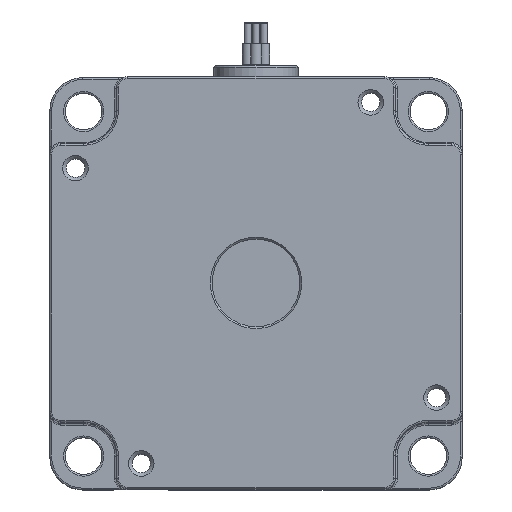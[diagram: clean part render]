
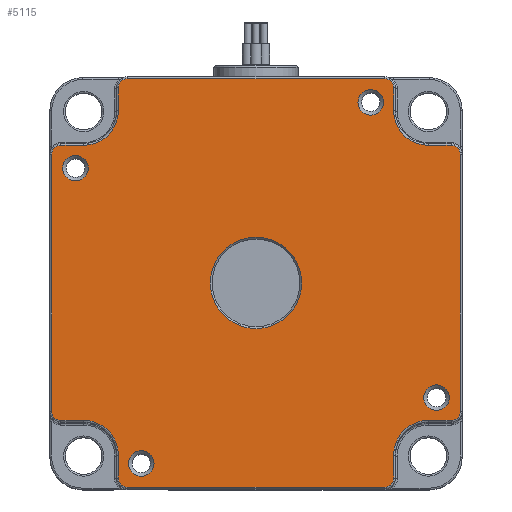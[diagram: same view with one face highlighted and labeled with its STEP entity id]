
A CAD part, top view. The second image highlights one B-rep face of the part: STEP entity #5115.
In plain terms, the highlighted planar face has unit normal (0, 0, 1).
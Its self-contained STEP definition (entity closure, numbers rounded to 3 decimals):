
#57=FACE_BOUND('',#923,.T.);
#58=FACE_BOUND('',#924,.T.);
#59=FACE_BOUND('',#925,.T.);
#60=FACE_BOUND('',#926,.T.);
#61=FACE_BOUND('',#927,.T.);
#208=PLANE('',#5694);
#592=FACE_OUTER_BOUND('',#922,.T.);
#922=EDGE_LOOP('',(#4222,#4223,#4224,#4225,#4226,#4227,#4228,#4229,#4230,
#4231,#4232,#4233,#4234,#4235,#4236,#4237,#4238,#4239,#4240,#4241,#4242,
#4243,#4244,#4245));
#923=EDGE_LOOP('',(#4246));
#924=EDGE_LOOP('',(#4247));
#925=EDGE_LOOP('',(#4248));
#926=EDGE_LOOP('',(#4249));
#927=EDGE_LOOP('',(#4250));
#1271=LINE('',#9029,#1589);
#1272=LINE('',#9033,#1590);
#1273=LINE('',#9037,#1591);
#1274=LINE('',#9041,#1592);
#1275=LINE('',#9045,#1593);
#1276=LINE('',#9049,#1594);
#1277=LINE('',#9053,#1595);
#1278=LINE('',#9057,#1596);
#1279=LINE('',#9061,#1597);
#1280=LINE('',#9065,#1598);
#1281=LINE('',#9069,#1599);
#1282=LINE('',#9072,#1600);
#1589=VECTOR('',#7108,1000.);
#1590=VECTOR('',#7111,1000.);
#1591=VECTOR('',#7114,1000.);
#1592=VECTOR('',#7117,1000.);
#1593=VECTOR('',#7120,1000.);
#1594=VECTOR('',#7123,1000.);
#1595=VECTOR('',#7126,1000.);
#1596=VECTOR('',#7129,1000.);
#1597=VECTOR('',#7132,1000.);
#1598=VECTOR('',#7135,1000.);
#1599=VECTOR('',#7138,1000.);
#1600=VECTOR('',#7141,1000.);
#1899=CIRCLE('',#5663,6.25);
#1902=CIRCLE('',#5667,1.75);
#1906=CIRCLE('',#5673,1.75);
#1910=CIRCLE('',#5679,1.75);
#1914=CIRCLE('',#5685,1.75);
#1917=CIRCLE('',#5695,4.75);
#1918=CIRCLE('',#5696,1.25);
#1919=CIRCLE('',#5697,1.25);
#1920=CIRCLE('',#5698,4.75);
#1921=CIRCLE('',#5699,1.25);
#1922=CIRCLE('',#5700,1.25);
#1923=CIRCLE('',#5701,4.75);
#1924=CIRCLE('',#5702,1.25);
#1925=CIRCLE('',#5703,1.25);
#1926=CIRCLE('',#5704,4.75);
#1927=CIRCLE('',#5705,1.25);
#1928=CIRCLE('',#5706,1.25);
#2320=VERTEX_POINT('',#8933);
#2323=VERTEX_POINT('',#8941);
#2327=VERTEX_POINT('',#8953);
#2331=VERTEX_POINT('',#8965);
#2335=VERTEX_POINT('',#8977);
#2354=VERTEX_POINT('',#9025);
#2355=VERTEX_POINT('',#9026);
#2356=VERTEX_POINT('',#9028);
#2357=VERTEX_POINT('',#9030);
#2358=VERTEX_POINT('',#9032);
#2359=VERTEX_POINT('',#9034);
#2360=VERTEX_POINT('',#9036);
#2361=VERTEX_POINT('',#9038);
#2362=VERTEX_POINT('',#9040);
#2363=VERTEX_POINT('',#9042);
#2364=VERTEX_POINT('',#9044);
#2365=VERTEX_POINT('',#9046);
#2366=VERTEX_POINT('',#9048);
#2367=VERTEX_POINT('',#9050);
#2368=VERTEX_POINT('',#9052);
#2369=VERTEX_POINT('',#9054);
#2370=VERTEX_POINT('',#9056);
#2371=VERTEX_POINT('',#9058);
#2372=VERTEX_POINT('',#9060);
#2373=VERTEX_POINT('',#9062);
#2374=VERTEX_POINT('',#9064);
#2375=VERTEX_POINT('',#9066);
#2376=VERTEX_POINT('',#9068);
#2377=VERTEX_POINT('',#9070);
#2953=EDGE_CURVE('',#2320,#2320,#1899,.T.);
#2957=EDGE_CURVE('',#2323,#2323,#1902,.T.);
#2963=EDGE_CURVE('',#2327,#2327,#1906,.T.);
#2969=EDGE_CURVE('',#2331,#2331,#1910,.T.);
#2975=EDGE_CURVE('',#2335,#2335,#1914,.T.);
#2996=EDGE_CURVE('',#2354,#2355,#1917,.T.);
#2997=EDGE_CURVE('',#2356,#2354,#1271,.T.);
#2998=EDGE_CURVE('',#2357,#2356,#1918,.T.);
#2999=EDGE_CURVE('',#2358,#2357,#1272,.T.);
#3000=EDGE_CURVE('',#2359,#2358,#1919,.T.);
#3001=EDGE_CURVE('',#2360,#2359,#1273,.T.);
#3002=EDGE_CURVE('',#2361,#2360,#1920,.T.);
#3003=EDGE_CURVE('',#2362,#2361,#1274,.T.);
#3004=EDGE_CURVE('',#2363,#2362,#1921,.T.);
#3005=EDGE_CURVE('',#2364,#2363,#1275,.T.);
#3006=EDGE_CURVE('',#2365,#2364,#1922,.T.);
#3007=EDGE_CURVE('',#2366,#2365,#1276,.T.);
#3008=EDGE_CURVE('',#2367,#2366,#1923,.T.);
#3009=EDGE_CURVE('',#2368,#2367,#1277,.T.);
#3010=EDGE_CURVE('',#2369,#2368,#1924,.T.);
#3011=EDGE_CURVE('',#2370,#2369,#1278,.T.);
#3012=EDGE_CURVE('',#2371,#2370,#1925,.T.);
#3013=EDGE_CURVE('',#2372,#2371,#1279,.T.);
#3014=EDGE_CURVE('',#2373,#2372,#1926,.T.);
#3015=EDGE_CURVE('',#2374,#2373,#1280,.T.);
#3016=EDGE_CURVE('',#2375,#2374,#1927,.T.);
#3017=EDGE_CURVE('',#2376,#2375,#1281,.T.);
#3018=EDGE_CURVE('',#2377,#2376,#1928,.T.);
#3019=EDGE_CURVE('',#2355,#2377,#1282,.T.);
#4222=ORIENTED_EDGE('',*,*,#2996,.F.);
#4223=ORIENTED_EDGE('',*,*,#2997,.F.);
#4224=ORIENTED_EDGE('',*,*,#2998,.F.);
#4225=ORIENTED_EDGE('',*,*,#2999,.F.);
#4226=ORIENTED_EDGE('',*,*,#3000,.F.);
#4227=ORIENTED_EDGE('',*,*,#3001,.F.);
#4228=ORIENTED_EDGE('',*,*,#3002,.F.);
#4229=ORIENTED_EDGE('',*,*,#3003,.F.);
#4230=ORIENTED_EDGE('',*,*,#3004,.F.);
#4231=ORIENTED_EDGE('',*,*,#3005,.F.);
#4232=ORIENTED_EDGE('',*,*,#3006,.F.);
#4233=ORIENTED_EDGE('',*,*,#3007,.F.);
#4234=ORIENTED_EDGE('',*,*,#3008,.F.);
#4235=ORIENTED_EDGE('',*,*,#3009,.F.);
#4236=ORIENTED_EDGE('',*,*,#3010,.F.);
#4237=ORIENTED_EDGE('',*,*,#3011,.F.);
#4238=ORIENTED_EDGE('',*,*,#3012,.F.);
#4239=ORIENTED_EDGE('',*,*,#3013,.F.);
#4240=ORIENTED_EDGE('',*,*,#3014,.F.);
#4241=ORIENTED_EDGE('',*,*,#3015,.F.);
#4242=ORIENTED_EDGE('',*,*,#3016,.F.);
#4243=ORIENTED_EDGE('',*,*,#3017,.F.);
#4244=ORIENTED_EDGE('',*,*,#3018,.F.);
#4245=ORIENTED_EDGE('',*,*,#3019,.F.);
#4246=ORIENTED_EDGE('',*,*,#2957,.F.);
#4247=ORIENTED_EDGE('',*,*,#2963,.F.);
#4248=ORIENTED_EDGE('',*,*,#2969,.F.);
#4249=ORIENTED_EDGE('',*,*,#2975,.F.);
#4250=ORIENTED_EDGE('',*,*,#2953,.F.);
#5115=ADVANCED_FACE('',(#592,#57,#58,#59,#60,#61),#208,.F.);
#5663=AXIS2_PLACEMENT_3D('',#8935,#7017,#7018);
#5667=AXIS2_PLACEMENT_3D('',#8943,#7026,#7027);
#5673=AXIS2_PLACEMENT_3D('',#8955,#7040,#7041);
#5679=AXIS2_PLACEMENT_3D('',#8967,#7054,#7055);
#5685=AXIS2_PLACEMENT_3D('',#8979,#7068,#7069);
#5694=AXIS2_PLACEMENT_3D('',#9024,#7104,#7105);
#5695=AXIS2_PLACEMENT_3D('',#9027,#7106,#7107);
#5696=AXIS2_PLACEMENT_3D('',#9031,#7109,#7110);
#5697=AXIS2_PLACEMENT_3D('',#9035,#7112,#7113);
#5698=AXIS2_PLACEMENT_3D('',#9039,#7115,#7116);
#5699=AXIS2_PLACEMENT_3D('',#9043,#7118,#7119);
#5700=AXIS2_PLACEMENT_3D('',#9047,#7121,#7122);
#5701=AXIS2_PLACEMENT_3D('',#9051,#7124,#7125);
#5702=AXIS2_PLACEMENT_3D('',#9055,#7127,#7128);
#5703=AXIS2_PLACEMENT_3D('',#9059,#7130,#7131);
#5704=AXIS2_PLACEMENT_3D('',#9063,#7133,#7134);
#5705=AXIS2_PLACEMENT_3D('',#9067,#7136,#7137);
#5706=AXIS2_PLACEMENT_3D('',#9071,#7139,#7140);
#7017=DIRECTION('center_axis',(0.,0.,1.));
#7018=DIRECTION('ref_axis',(-1.,0.,0.));
#7026=DIRECTION('center_axis',(0.,0.,1.));
#7027=DIRECTION('ref_axis',(1.,0.,0.));
#7040=DIRECTION('center_axis',(0.,0.,1.));
#7041=DIRECTION('ref_axis',(1.,0.,0.));
#7054=DIRECTION('center_axis',(0.,0.,1.));
#7055=DIRECTION('ref_axis',(1.,0.,0.));
#7068=DIRECTION('center_axis',(0.,0.,1.));
#7069=DIRECTION('ref_axis',(1.,0.,0.));
#7104=DIRECTION('center_axis',(0.,0.,-1.));
#7105=DIRECTION('ref_axis',(-1.,0.,0.));
#7106=DIRECTION('center_axis',(0.,0.,1.));
#7107=DIRECTION('ref_axis',(-1.,0.,0.));
#7108=DIRECTION('',(0.,-1.,0.));
#7109=DIRECTION('center_axis',(0.,0.,-1.));
#7110=DIRECTION('ref_axis',(-1.,0.,0.));
#7111=DIRECTION('',(1.,0.,0.));
#7112=DIRECTION('center_axis',(0.,0.,-1.));
#7113=DIRECTION('ref_axis',(-1.,0.,0.));
#7114=DIRECTION('',(0.,1.,0.));
#7115=DIRECTION('center_axis',(0.,0.,1.));
#7116=DIRECTION('ref_axis',(-1.,0.,0.));
#7117=DIRECTION('',(1.,0.,0.));
#7118=DIRECTION('center_axis',(0.,0.,-1.));
#7119=DIRECTION('ref_axis',(-1.,0.,0.));
#7120=DIRECTION('',(0.,1.,0.));
#7121=DIRECTION('center_axis',(0.,0.,-1.));
#7122=DIRECTION('ref_axis',(-1.,0.,0.));
#7123=DIRECTION('',(-1.,0.,0.));
#7124=DIRECTION('center_axis',(0.,0.,1.));
#7125=DIRECTION('ref_axis',(-1.,0.,0.));
#7126=DIRECTION('',(0.,1.,0.));
#7127=DIRECTION('center_axis',(0.,0.,-1.));
#7128=DIRECTION('ref_axis',(-1.,0.,0.));
#7129=DIRECTION('',(-1.,0.,0.));
#7130=DIRECTION('center_axis',(0.,0.,-1.));
#7131=DIRECTION('ref_axis',(-1.,0.,0.));
#7132=DIRECTION('',(0.,-1.,0.));
#7133=DIRECTION('center_axis',(0.,0.,1.));
#7134=DIRECTION('ref_axis',(-1.,0.,0.));
#7135=DIRECTION('',(-1.,0.,0.));
#7136=DIRECTION('center_axis',(0.,0.,-1.));
#7137=DIRECTION('ref_axis',(-1.,0.,0.));
#7138=DIRECTION('',(0.,-1.,0.));
#7139=DIRECTION('center_axis',(0.,0.,-1.));
#7140=DIRECTION('ref_axis',(-1.,0.,0.));
#7141=DIRECTION('',(1.,0.,0.));
#8933=CARTESIAN_POINT('',(6.25,0.,76.));
#8935=CARTESIAN_POINT('Origin',(0.,0.,76.));
#8941=CARTESIAN_POINT('',(17.45,24.7,76.));
#8943=CARTESIAN_POINT('Origin',(15.7,24.7,76.));
#8953=CARTESIAN_POINT('',(-22.95,15.7,76.));
#8955=CARTESIAN_POINT('Origin',(-24.7,15.7,76.));
#8965=CARTESIAN_POINT('',(-13.95,-24.7,76.));
#8967=CARTESIAN_POINT('Origin',(-15.7,-24.7,76.));
#8977=CARTESIAN_POINT('',(26.45,-15.7,76.));
#8979=CARTESIAN_POINT('Origin',(24.7,-15.7,76.));
#9024=CARTESIAN_POINT('Origin',(23.7,23.7,76.));
#9025=CARTESIAN_POINT('',(18.82,23.57,76.));
#9026=CARTESIAN_POINT('',(23.57,18.82,76.));
#9027=CARTESIAN_POINT('Origin',(23.57,23.57,76.));
#9028=CARTESIAN_POINT('',(18.82,26.7,76.));
#9029=CARTESIAN_POINT('',(18.82,23.7,76.));
#9030=CARTESIAN_POINT('',(17.57,27.95,76.));
#9031=CARTESIAN_POINT('Origin',(17.57,26.7,76.));
#9032=CARTESIAN_POINT('',(-17.57,27.95,76.));
#9033=CARTESIAN_POINT('',(17.57,27.95,76.));
#9034=CARTESIAN_POINT('',(-18.82,26.7,76.));
#9035=CARTESIAN_POINT('Origin',(-17.57,26.7,76.));
#9036=CARTESIAN_POINT('',(-18.82,23.57,76.));
#9037=CARTESIAN_POINT('',(-18.82,23.7,76.));
#9038=CARTESIAN_POINT('',(-23.57,18.82,76.));
#9039=CARTESIAN_POINT('Origin',(-23.57,23.57,76.));
#9040=CARTESIAN_POINT('',(-26.7,18.82,76.));
#9041=CARTESIAN_POINT('',(23.7,18.82,76.));
#9042=CARTESIAN_POINT('',(-27.95,17.57,76.));
#9043=CARTESIAN_POINT('Origin',(-26.7,17.57,76.));
#9044=CARTESIAN_POINT('',(-27.95,-17.57,76.));
#9045=CARTESIAN_POINT('',(-27.95,17.57,76.));
#9046=CARTESIAN_POINT('',(-26.7,-18.82,76.));
#9047=CARTESIAN_POINT('Origin',(-26.7,-17.57,76.));
#9048=CARTESIAN_POINT('',(-23.57,-18.82,76.));
#9049=CARTESIAN_POINT('',(23.7,-18.82,76.));
#9050=CARTESIAN_POINT('',(-18.82,-23.57,76.));
#9051=CARTESIAN_POINT('Origin',(-23.57,-23.57,76.));
#9052=CARTESIAN_POINT('',(-18.82,-26.7,76.));
#9053=CARTESIAN_POINT('',(-18.82,23.7,76.));
#9054=CARTESIAN_POINT('',(-17.57,-27.95,76.));
#9055=CARTESIAN_POINT('Origin',(-17.57,-26.7,76.));
#9056=CARTESIAN_POINT('',(17.57,-27.95,76.));
#9057=CARTESIAN_POINT('',(-17.57,-27.95,76.));
#9058=CARTESIAN_POINT('',(18.82,-26.7,76.));
#9059=CARTESIAN_POINT('Origin',(17.57,-26.7,76.));
#9060=CARTESIAN_POINT('',(18.82,-23.57,76.));
#9061=CARTESIAN_POINT('',(18.82,23.7,76.));
#9062=CARTESIAN_POINT('',(23.57,-18.82,76.));
#9063=CARTESIAN_POINT('Origin',(23.57,-23.57,76.));
#9064=CARTESIAN_POINT('',(26.7,-18.82,76.));
#9065=CARTESIAN_POINT('',(23.7,-18.82,76.));
#9066=CARTESIAN_POINT('',(27.95,-17.57,76.));
#9067=CARTESIAN_POINT('Origin',(26.7,-17.57,76.));
#9068=CARTESIAN_POINT('',(27.95,17.57,76.));
#9069=CARTESIAN_POINT('',(27.95,-17.57,76.));
#9070=CARTESIAN_POINT('',(26.7,18.82,76.));
#9071=CARTESIAN_POINT('Origin',(26.7,17.57,76.));
#9072=CARTESIAN_POINT('',(23.7,18.82,76.));
